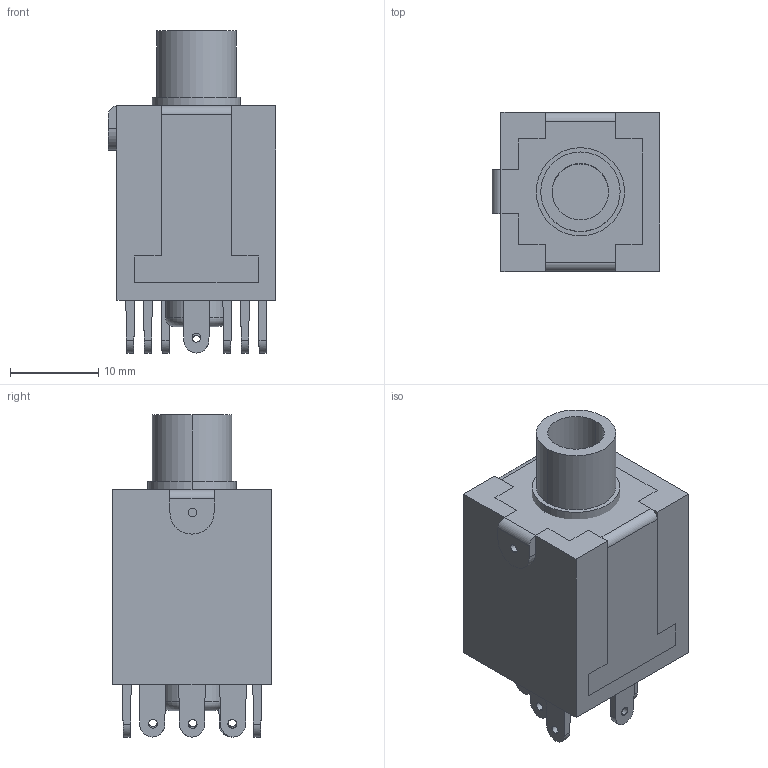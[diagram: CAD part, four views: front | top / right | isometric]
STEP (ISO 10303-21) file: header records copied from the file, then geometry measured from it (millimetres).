
FILE_DESCRIPTION (( 'STEP AP214' ), '1' );
FILE_NAME ('6.35mm jack.STEP', '2018-04-11T01:31:45', ( '' ), ( '' ), 'SwSTEP 2.0', 'SolidWorks 2017', '' );
FILE_SCHEMA (( 'AUTOMOTIVE_DESIGN' ));
Length unit declared in the file: millimetre
Products named in the file (3): 6.35mm jack; Gnd Plate_6.35mm jack
Assembly tree (2 placements, depth 2):
  6.35mm jack
    6.35mm jack
    Gnd Plate_6.35mm jack
Bounding box: 19 x 18 x 36.5 mm (x, y, z)
Volume: 6958.9 mm3; surface area: 4891 mm2
Topology: 2 solids, 2 shells, 153 faces, 409 edges, 272 vertices
Faces by surface type: plane 102, cylinder 49, torus 2
Entity records: 5839 total; most frequent: CARTESIAN_POINT 983, ORIENTED_EDGE 818, DIRECTION 731, EDGE_CURVE 409, LINE 307, VECTOR 307, VERTEX_POINT 272, AXIS2_PLACEMENT_3D 212
